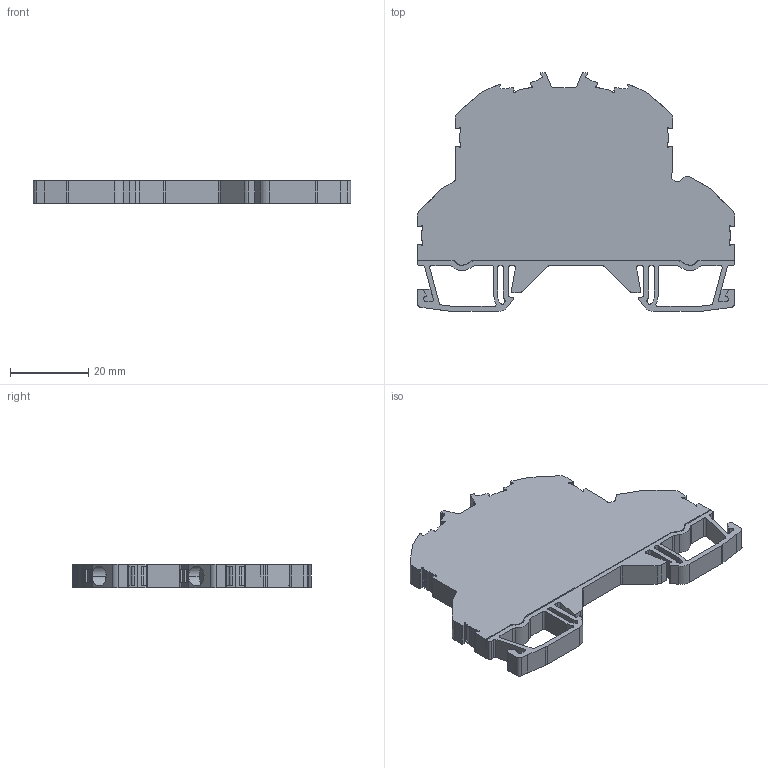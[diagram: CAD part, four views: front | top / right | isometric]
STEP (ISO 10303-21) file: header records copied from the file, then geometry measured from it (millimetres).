
FILE_DESCRIPTION (( 'STEP AP203' ), '1' );
FILE_NAME ('Yeni Opk 2,5 - Çift Katlý.STEP', '2018-11-23T10:51:06', ( '' ), ( '' ), 'SwSTEP 2.0', 'SolidWorks 2011', '' );
FILE_SCHEMA (( 'CONFIG_CONTROL_DESIGN' ));
Length unit declared in the file: millimetre
Products named in the file (1): Yeni Opk 2,5 - Çift Katlý
Bounding box: 81 x 61 x 5.9 mm (x, y, z)
Volume: 18335.7 mm3; surface area: 10372.2 mm2
Topology: 1 solids, 1 shells, 591 faces, 1758 edges, 1172 vertices
Faces by surface type: plane 295, cylinder 290, torus 6
Entity records: 20092 total; most frequent: CARTESIAN_POINT 3633, ORIENTED_EDGE 3516, DIRECTION 3496, EDGE_CURVE 1758, AXIS2_PLACEMENT_3D 1183, VERTEX_POINT 1172, LINE 1130, VECTOR 1130
